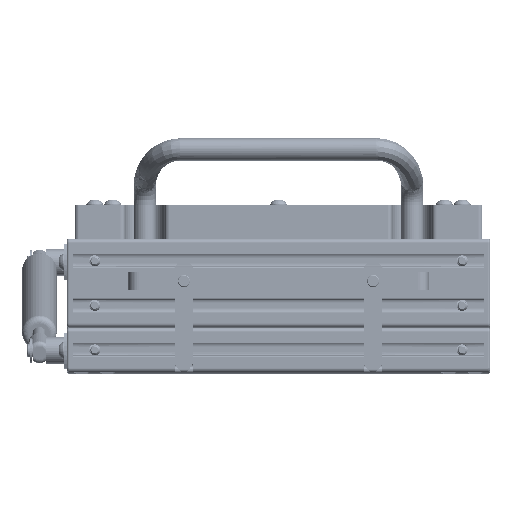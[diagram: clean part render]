
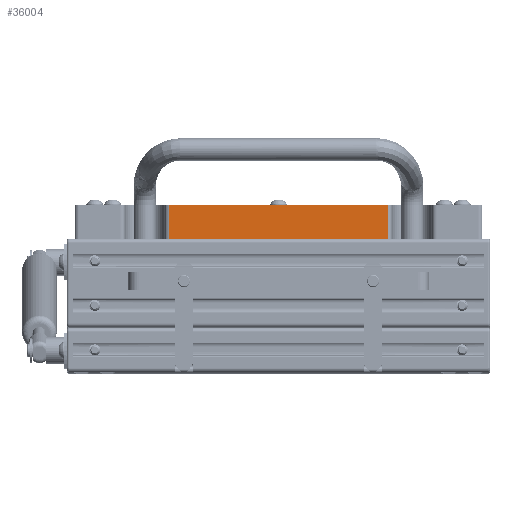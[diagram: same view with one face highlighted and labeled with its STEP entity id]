
A CAD part, top view. The second image highlights one B-rep face of the part: STEP entity #36004.
In plain terms, the highlighted planar face has unit normal (0, 0, 1).
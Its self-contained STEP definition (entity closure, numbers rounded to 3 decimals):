
#3680 = ORIENTED_EDGE ( 'NONE', *, *, #11441, .F. ) ;
#4427 = DIRECTION ( 'NONE',  ( 0., 0., -1. ) ) ;
#5221 = LINE ( 'NONE', #51876, #45013 ) ;
#5535 = CARTESIAN_POINT ( 'NONE',  ( -91.5, 7.5, 194. ) ) ;
#7830 = EDGE_CURVE ( 'NONE', #67136, #62550, #5221, .T. ) ;
#10157 = FACE_OUTER_BOUND ( 'NONE', #14431, .T. ) ;
#11441 = EDGE_CURVE ( 'NONE', #67136, #72273, #18781, .T. ) ;
#11933 = CARTESIAN_POINT ( 'NONE',  ( -49., -7.5, 194. ) ) ;
#14338 = AXIS2_PLACEMENT_3D ( 'NONE', #5535, #4427, #34597 ) ;
#14431 = EDGE_LOOP ( 'NONE', ( #3680, #19678, #27361, #59805 ) ) ;
#16560 = EDGE_CURVE ( 'NONE', #62550, #73038, #33743, .T. ) ;
#18781 = LINE ( 'NONE', #48203, #27701 ) ;
#19678 = ORIENTED_EDGE ( 'NONE', *, *, #7830, .T. ) ;
#27252 = CARTESIAN_POINT ( 'NONE',  ( -91.5, -7.5, 194. ) ) ;
#27361 = ORIENTED_EDGE ( 'NONE', *, *, #16560, .T. ) ;
#27701 = VECTOR ( 'NONE', #36705, 1000. ) ;
#32987 = EDGE_CURVE ( 'NONE', #73038, #72273, #42597, .T. ) ;
#33743 = LINE ( 'NONE', #27252, #46551 ) ;
#34597 = DIRECTION ( 'NONE',  ( -1., 0., 0. ) ) ;
#36004 = ADVANCED_FACE ( 'NONE', ( #10157 ), #56824, .F. ) ;
#36705 = DIRECTION ( 'NONE',  ( 1., 0., 0. ) ) ;
#42597 = LINE ( 'NONE', #65981, #67305 ) ;
#44059 = DIRECTION ( 'NONE',  ( 1., 0., 0. ) ) ;
#45013 = VECTOR ( 'NONE', #75306, 1000. ) ;
#46551 = VECTOR ( 'NONE', #44059, 1000. ) ;
#48203 = CARTESIAN_POINT ( 'NONE',  ( -91.5, 7.5, 194. ) ) ;
#51823 = CARTESIAN_POINT ( 'NONE',  ( 49., -7.5, 194. ) ) ;
#51876 = CARTESIAN_POINT ( 'NONE',  ( -49., 7.5, 194. ) ) ;
#54462 = DIRECTION ( 'NONE',  ( 0., 1., 0. ) ) ;
#56173 = CARTESIAN_POINT ( 'NONE',  ( -49., 7.5, 194. ) ) ;
#56824 = PLANE ( 'NONE',  #14338 ) ;
#59805 = ORIENTED_EDGE ( 'NONE', *, *, #32987, .T. ) ;
#62550 = VERTEX_POINT ( 'NONE', #11933 ) ;
#65981 = CARTESIAN_POINT ( 'NONE',  ( 49., 7.5, 194. ) ) ;
#67136 = VERTEX_POINT ( 'NONE', #56173 ) ;
#67305 = VECTOR ( 'NONE', #54462, 1000. ) ;
#72273 = VERTEX_POINT ( 'NONE', #75439 ) ;
#73038 = VERTEX_POINT ( 'NONE', #51823 ) ;
#75306 = DIRECTION ( 'NONE',  ( 0., -1., 0. ) ) ;
#75439 = CARTESIAN_POINT ( 'NONE',  ( 49., 7.5, 194. ) ) ;
